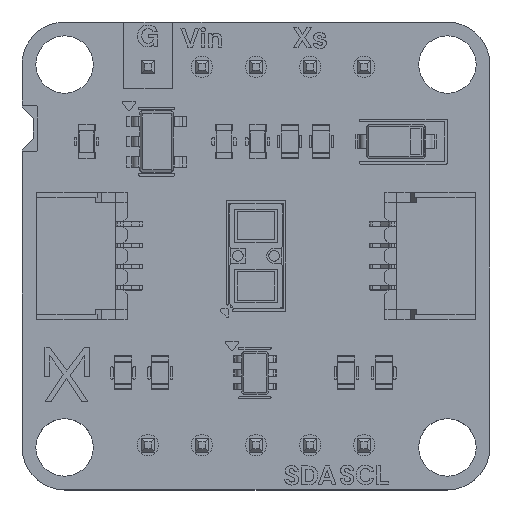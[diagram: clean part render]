
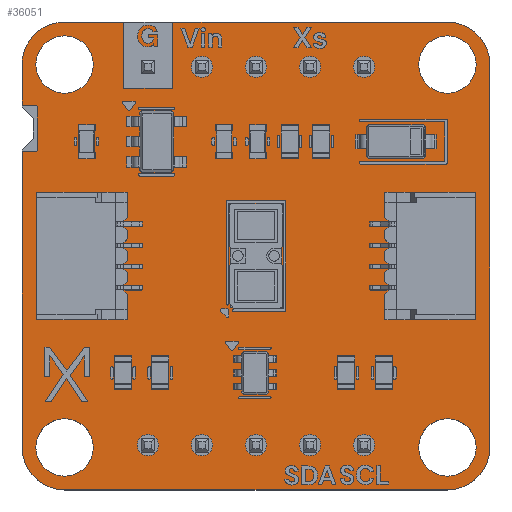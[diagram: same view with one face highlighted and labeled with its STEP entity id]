
A CAD part, top view. The second image highlights one B-rep face of the part: STEP entity #36051.
In plain terms, the highlighted planar face has unit normal (0, 0, 1).
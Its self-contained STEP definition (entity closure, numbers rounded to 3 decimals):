
#35716 = VERTEX_POINT('',#35717);
#35717 = CARTESIAN_POINT('',(8.998,10.998,1.51));
#35723 = EDGE_CURVE('',#35716,#35724,#35726,.T.);
#35724 = VERTEX_POINT('',#35725);
#35725 = CARTESIAN_POINT('',(10.998,8.998,1.51));
#35726 = CIRCLE('',#35727,2.);
#35727 = AXIS2_PLACEMENT_3D('',#35728,#35729,#35730);
#35728 = CARTESIAN_POINT('',(8.998,8.998,1.51));
#35729 = DIRECTION('',(0.,0.,-1.));
#35730 = DIRECTION('',(0.,1.,0.));
#35758 = VERTEX_POINT('',#35759);
#35759 = CARTESIAN_POINT('',(-8.993,10.998,1.51));
#35765 = EDGE_CURVE('',#35758,#35716,#35766,.T.);
#35766 = LINE('',#35767,#35768);
#35767 = CARTESIAN_POINT('',(-8.993,10.998,1.51));
#35768 = VECTOR('',#35769,1.);
#35769 = DIRECTION('',(1.,0.,0.));
#35787 = EDGE_CURVE('',#35724,#35788,#35790,.T.);
#35788 = VERTEX_POINT('',#35789);
#35789 = CARTESIAN_POINT('',(10.998,-9.002,1.51));
#35790 = LINE('',#35791,#35792);
#35791 = CARTESIAN_POINT('',(10.998,8.998,1.51));
#35792 = VECTOR('',#35793,1.);
#35793 = DIRECTION('',(0.,-1.,0.));
#36051 = ADVANCED_FACE('',(#36052,#36130,#36141,#36152,#36163,#36174,
    #36185,#36196,#36207,#36218,#36229,#36240,#36251,#36262,#36273),
  #36284,.T.);
#36052 = FACE_BOUND('',#36053,.T.);
#36053 = EDGE_LOOP('',(#36054,#36055,#36056,#36065,#36073,#36081,#36089,
    #36097,#36105,#36114,#36122,#36129));
#36054 = ORIENTED_EDGE('',*,*,#35723,.F.);
#36055 = ORIENTED_EDGE('',*,*,#35765,.F.);
#36056 = ORIENTED_EDGE('',*,*,#36057,.F.);
#36057 = EDGE_CURVE('',#36058,#35758,#36060,.T.);
#36058 = VERTEX_POINT('',#36059);
#36059 = CARTESIAN_POINT('',(-11.002,8.998,1.51));
#36060 = CIRCLE('',#36061,2.);
#36061 = AXIS2_PLACEMENT_3D('',#36062,#36063,#36064);
#36062 = CARTESIAN_POINT('',(-9.002,8.998,1.51));
#36063 = DIRECTION('',(0.,0.,-1.));
#36064 = DIRECTION('',(-1.,0.,0.));
#36065 = ORIENTED_EDGE('',*,*,#36066,.F.);
#36066 = EDGE_CURVE('',#36067,#36058,#36069,.T.);
#36067 = VERTEX_POINT('',#36068);
#36068 = CARTESIAN_POINT('',(-11.002,6.998,1.51));
#36069 = LINE('',#36070,#36071);
#36070 = CARTESIAN_POINT('',(-11.002,6.998,1.51));
#36071 = VECTOR('',#36072,1.);
#36072 = DIRECTION('',(0.,1.,0.));
#36073 = ORIENTED_EDGE('',*,*,#36074,.F.);
#36074 = EDGE_CURVE('',#36075,#36067,#36077,.T.);
#36075 = VERTEX_POINT('',#36076);
#36076 = CARTESIAN_POINT('',(-10.472,6.467,1.51));
#36077 = LINE('',#36078,#36079);
#36078 = CARTESIAN_POINT('',(-10.472,6.467,1.51));
#36079 = VECTOR('',#36080,1.);
#36080 = DIRECTION('',(-0.707,0.707,0.));
#36081 = ORIENTED_EDGE('',*,*,#36082,.F.);
#36082 = EDGE_CURVE('',#36083,#36075,#36085,.T.);
#36083 = VERTEX_POINT('',#36084);
#36084 = CARTESIAN_POINT('',(-10.472,5.528,1.51));
#36085 = LINE('',#36086,#36087);
#36086 = CARTESIAN_POINT('',(-10.472,5.528,1.51));
#36087 = VECTOR('',#36088,1.);
#36088 = DIRECTION('',(0.,1.,0.));
#36089 = ORIENTED_EDGE('',*,*,#36090,.F.);
#36090 = EDGE_CURVE('',#36091,#36083,#36093,.T.);
#36091 = VERTEX_POINT('',#36092);
#36092 = CARTESIAN_POINT('',(-11.002,4.998,1.51));
#36093 = LINE('',#36094,#36095);
#36094 = CARTESIAN_POINT('',(-11.002,4.998,1.51));
#36095 = VECTOR('',#36096,1.);
#36096 = DIRECTION('',(0.707,0.707,0.));
#36097 = ORIENTED_EDGE('',*,*,#36098,.F.);
#36098 = EDGE_CURVE('',#36099,#36091,#36101,.T.);
#36099 = VERTEX_POINT('',#36100);
#36100 = CARTESIAN_POINT('',(-11.002,-9.002,1.51));
#36101 = LINE('',#36102,#36103);
#36102 = CARTESIAN_POINT('',(-11.002,-9.002,1.51));
#36103 = VECTOR('',#36104,1.);
#36104 = DIRECTION('',(0.,1.,0.));
#36105 = ORIENTED_EDGE('',*,*,#36106,.F.);
#36106 = EDGE_CURVE('',#36107,#36099,#36109,.T.);
#36107 = VERTEX_POINT('',#36108);
#36108 = CARTESIAN_POINT('',(-9.002,-11.002,1.51));
#36109 = CIRCLE('',#36110,2.);
#36110 = AXIS2_PLACEMENT_3D('',#36111,#36112,#36113);
#36111 = CARTESIAN_POINT('',(-9.002,-9.002,1.51));
#36112 = DIRECTION('',(0.,0.,-1.));
#36113 = DIRECTION('',(0.,-1.,0.));
#36114 = ORIENTED_EDGE('',*,*,#36115,.F.);
#36115 = EDGE_CURVE('',#36116,#36107,#36118,.T.);
#36116 = VERTEX_POINT('',#36117);
#36117 = CARTESIAN_POINT('',(8.998,-11.002,1.51));
#36118 = LINE('',#36119,#36120);
#36119 = CARTESIAN_POINT('',(8.998,-11.002,1.51));
#36120 = VECTOR('',#36121,1.);
#36121 = DIRECTION('',(-1.,0.,0.));
#36122 = ORIENTED_EDGE('',*,*,#36123,.F.);
#36123 = EDGE_CURVE('',#35788,#36116,#36124,.T.);
#36124 = CIRCLE('',#36125,2.);
#36125 = AXIS2_PLACEMENT_3D('',#36126,#36127,#36128);
#36126 = CARTESIAN_POINT('',(8.998,-9.002,1.51));
#36127 = DIRECTION('',(0.,0.,-1.));
#36128 = DIRECTION('',(1.,0.,0.));
#36129 = ORIENTED_EDGE('',*,*,#35787,.F.);
#36130 = FACE_BOUND('',#36131,.T.);
#36131 = EDGE_LOOP('',(#36132));
#36132 = ORIENTED_EDGE('',*,*,#36133,.T.);
#36133 = EDGE_CURVE('',#36134,#36134,#36136,.T.);
#36134 = VERTEX_POINT('',#36135);
#36135 = CARTESIAN_POINT('',(-9.002,-10.352,1.51));
#36136 = CIRCLE('',#36137,1.35);
#36137 = AXIS2_PLACEMENT_3D('',#36138,#36139,#36140);
#36138 = CARTESIAN_POINT('',(-9.002,-9.002,1.51));
#36139 = DIRECTION('',(-0.,0.,-1.));
#36140 = DIRECTION('',(-0.,-1.,0.));
#36141 = FACE_BOUND('',#36142,.T.);
#36142 = EDGE_LOOP('',(#36143));
#36143 = ORIENTED_EDGE('',*,*,#36144,.T.);
#36144 = EDGE_CURVE('',#36145,#36145,#36147,.T.);
#36145 = VERTEX_POINT('',#36146);
#36146 = CARTESIAN_POINT('',(-5.082,-9.392,1.51));
#36147 = CIRCLE('',#36148,0.5);
#36148 = AXIS2_PLACEMENT_3D('',#36149,#36150,#36151);
#36149 = CARTESIAN_POINT('',(-5.082,-8.892,1.51));
#36150 = DIRECTION('',(-0.,0.,-1.));
#36151 = DIRECTION('',(-0.,-1.,0.));
#36152 = FACE_BOUND('',#36153,.T.);
#36153 = EDGE_LOOP('',(#36154));
#36154 = ORIENTED_EDGE('',*,*,#36155,.T.);
#36155 = EDGE_CURVE('',#36156,#36156,#36158,.T.);
#36156 = VERTEX_POINT('',#36157);
#36157 = CARTESIAN_POINT('',(-2.542,-9.392,1.51));
#36158 = CIRCLE('',#36159,0.5);
#36159 = AXIS2_PLACEMENT_3D('',#36160,#36161,#36162);
#36160 = CARTESIAN_POINT('',(-2.542,-8.892,1.51));
#36161 = DIRECTION('',(-0.,0.,-1.));
#36162 = DIRECTION('',(-0.,-1.,0.));
#36163 = FACE_BOUND('',#36164,.T.);
#36164 = EDGE_LOOP('',(#36165));
#36165 = ORIENTED_EDGE('',*,*,#36166,.T.);
#36166 = EDGE_CURVE('',#36167,#36167,#36169,.T.);
#36167 = VERTEX_POINT('',#36168);
#36168 = CARTESIAN_POINT('',(-0.002,-9.392,1.51));
#36169 = CIRCLE('',#36170,0.5);
#36170 = AXIS2_PLACEMENT_3D('',#36171,#36172,#36173);
#36171 = CARTESIAN_POINT('',(-0.002,-8.892,1.51));
#36172 = DIRECTION('',(-0.,0.,-1.));
#36173 = DIRECTION('',(0.,-1.,-0.));
#36174 = FACE_BOUND('',#36175,.T.);
#36175 = EDGE_LOOP('',(#36176));
#36176 = ORIENTED_EDGE('',*,*,#36177,.T.);
#36177 = EDGE_CURVE('',#36178,#36178,#36180,.T.);
#36178 = VERTEX_POINT('',#36179);
#36179 = CARTESIAN_POINT('',(2.538,-9.392,1.51));
#36180 = CIRCLE('',#36181,0.5);
#36181 = AXIS2_PLACEMENT_3D('',#36182,#36183,#36184);
#36182 = CARTESIAN_POINT('',(2.538,-8.892,1.51));
#36183 = DIRECTION('',(-0.,0.,-1.));
#36184 = DIRECTION('',(-0.,-1.,0.));
#36185 = FACE_BOUND('',#36186,.T.);
#36186 = EDGE_LOOP('',(#36187));
#36187 = ORIENTED_EDGE('',*,*,#36188,.T.);
#36188 = EDGE_CURVE('',#36189,#36189,#36191,.T.);
#36189 = VERTEX_POINT('',#36190);
#36190 = CARTESIAN_POINT('',(5.078,-9.392,1.51));
#36191 = CIRCLE('',#36192,0.5);
#36192 = AXIS2_PLACEMENT_3D('',#36193,#36194,#36195);
#36193 = CARTESIAN_POINT('',(5.078,-8.892,1.51));
#36194 = DIRECTION('',(-0.,0.,-1.));
#36195 = DIRECTION('',(-0.,-1.,0.));
#36196 = FACE_BOUND('',#36197,.T.);
#36197 = EDGE_LOOP('',(#36198));
#36198 = ORIENTED_EDGE('',*,*,#36199,.T.);
#36199 = EDGE_CURVE('',#36200,#36200,#36202,.T.);
#36200 = VERTEX_POINT('',#36201);
#36201 = CARTESIAN_POINT('',(8.998,-10.352,1.51));
#36202 = CIRCLE('',#36203,1.35);
#36203 = AXIS2_PLACEMENT_3D('',#36204,#36205,#36206);
#36204 = CARTESIAN_POINT('',(8.998,-9.002,1.51));
#36205 = DIRECTION('',(-0.,0.,-1.));
#36206 = DIRECTION('',(-0.,-1.,0.));
#36207 = FACE_BOUND('',#36208,.T.);
#36208 = EDGE_LOOP('',(#36209));
#36209 = ORIENTED_EDGE('',*,*,#36210,.T.);
#36210 = EDGE_CURVE('',#36211,#36211,#36213,.T.);
#36211 = VERTEX_POINT('',#36212);
#36212 = CARTESIAN_POINT('',(-9.002,7.648,1.51));
#36213 = CIRCLE('',#36214,1.35);
#36214 = AXIS2_PLACEMENT_3D('',#36215,#36216,#36217);
#36215 = CARTESIAN_POINT('',(-9.002,8.998,1.51));
#36216 = DIRECTION('',(-0.,0.,-1.));
#36217 = DIRECTION('',(-0.,-1.,0.));
#36218 = FACE_BOUND('',#36219,.T.);
#36219 = EDGE_LOOP('',(#36220));
#36220 = ORIENTED_EDGE('',*,*,#36221,.T.);
#36221 = EDGE_CURVE('',#36222,#36222,#36224,.T.);
#36222 = VERTEX_POINT('',#36223);
#36223 = CARTESIAN_POINT('',(-5.082,8.388,1.51));
#36224 = CIRCLE('',#36225,0.5);
#36225 = AXIS2_PLACEMENT_3D('',#36226,#36227,#36228);
#36226 = CARTESIAN_POINT('',(-5.082,8.888,1.51));
#36227 = DIRECTION('',(-0.,0.,-1.));
#36228 = DIRECTION('',(-0.,-1.,0.));
#36229 = FACE_BOUND('',#36230,.T.);
#36230 = EDGE_LOOP('',(#36231));
#36231 = ORIENTED_EDGE('',*,*,#36232,.T.);
#36232 = EDGE_CURVE('',#36233,#36233,#36235,.T.);
#36233 = VERTEX_POINT('',#36234);
#36234 = CARTESIAN_POINT('',(-2.542,8.388,1.51));
#36235 = CIRCLE('',#36236,0.5);
#36236 = AXIS2_PLACEMENT_3D('',#36237,#36238,#36239);
#36237 = CARTESIAN_POINT('',(-2.542,8.888,1.51));
#36238 = DIRECTION('',(-0.,0.,-1.));
#36239 = DIRECTION('',(-0.,-1.,0.));
#36240 = FACE_BOUND('',#36241,.T.);
#36241 = EDGE_LOOP('',(#36242));
#36242 = ORIENTED_EDGE('',*,*,#36243,.T.);
#36243 = EDGE_CURVE('',#36244,#36244,#36246,.T.);
#36244 = VERTEX_POINT('',#36245);
#36245 = CARTESIAN_POINT('',(-0.002,8.388,1.51));
#36246 = CIRCLE('',#36247,0.5);
#36247 = AXIS2_PLACEMENT_3D('',#36248,#36249,#36250);
#36248 = CARTESIAN_POINT('',(-0.002,8.888,1.51));
#36249 = DIRECTION('',(-0.,0.,-1.));
#36250 = DIRECTION('',(0.,-1.,-0.));
#36251 = FACE_BOUND('',#36252,.T.);
#36252 = EDGE_LOOP('',(#36253));
#36253 = ORIENTED_EDGE('',*,*,#36254,.T.);
#36254 = EDGE_CURVE('',#36255,#36255,#36257,.T.);
#36255 = VERTEX_POINT('',#36256);
#36256 = CARTESIAN_POINT('',(2.538,8.388,1.51));
#36257 = CIRCLE('',#36258,0.5);
#36258 = AXIS2_PLACEMENT_3D('',#36259,#36260,#36261);
#36259 = CARTESIAN_POINT('',(2.538,8.888,1.51));
#36260 = DIRECTION('',(-0.,0.,-1.));
#36261 = DIRECTION('',(-0.,-1.,0.));
#36262 = FACE_BOUND('',#36263,.T.);
#36263 = EDGE_LOOP('',(#36264));
#36264 = ORIENTED_EDGE('',*,*,#36265,.T.);
#36265 = EDGE_CURVE('',#36266,#36266,#36268,.T.);
#36266 = VERTEX_POINT('',#36267);
#36267 = CARTESIAN_POINT('',(5.078,8.388,1.51));
#36268 = CIRCLE('',#36269,0.5);
#36269 = AXIS2_PLACEMENT_3D('',#36270,#36271,#36272);
#36270 = CARTESIAN_POINT('',(5.078,8.888,1.51));
#36271 = DIRECTION('',(-0.,0.,-1.));
#36272 = DIRECTION('',(-0.,-1.,0.));
#36273 = FACE_BOUND('',#36274,.T.);
#36274 = EDGE_LOOP('',(#36275));
#36275 = ORIENTED_EDGE('',*,*,#36276,.T.);
#36276 = EDGE_CURVE('',#36277,#36277,#36279,.T.);
#36277 = VERTEX_POINT('',#36278);
#36278 = CARTESIAN_POINT('',(8.998,7.648,1.51));
#36279 = CIRCLE('',#36280,1.35);
#36280 = AXIS2_PLACEMENT_3D('',#36281,#36282,#36283);
#36281 = CARTESIAN_POINT('',(8.998,8.998,1.51));
#36282 = DIRECTION('',(-0.,0.,-1.));
#36283 = DIRECTION('',(-0.,-1.,0.));
#36284 = PLANE('',#36285);
#36285 = AXIS2_PLACEMENT_3D('',#36286,#36287,#36288);
#36286 = CARTESIAN_POINT('',(0.,0.,1.51));
#36287 = DIRECTION('',(0.,0.,1.));
#36288 = DIRECTION('',(1.,0.,-0.));
